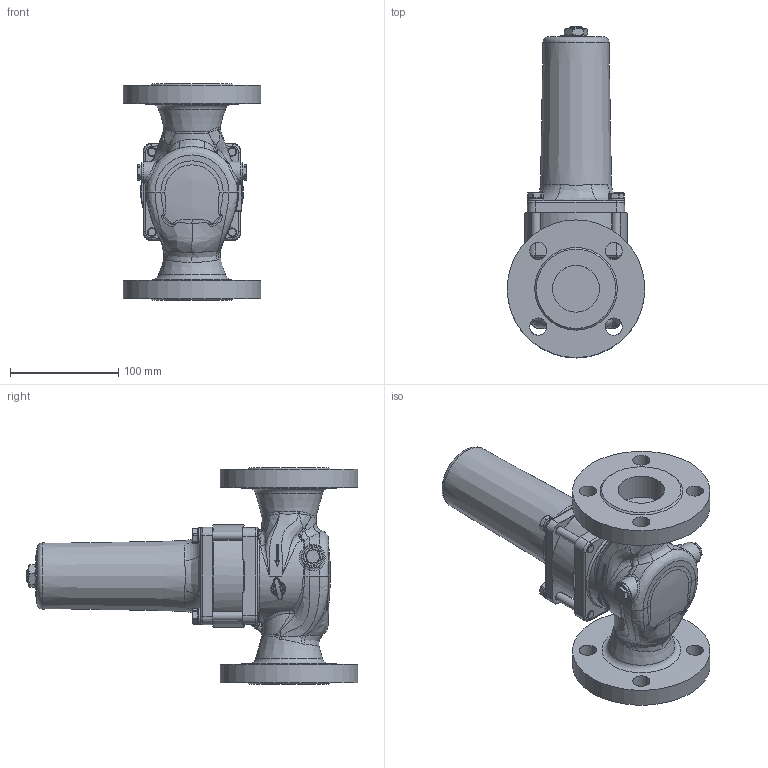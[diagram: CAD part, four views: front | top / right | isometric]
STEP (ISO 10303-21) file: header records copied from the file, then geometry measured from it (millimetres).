
FILE_DESCRIPTION(/* description */ (''),/* implementation_level */ '2;1');
FILE_NAME(/* name */ '082406-61330.stp',/* time_stamp */ '2024-10-14T13:42:17+02:00',/* author */ ('Stefan.Junkers'),/* organization */ (''),/* preprocessor_version */ 'ST-DEVELOPER v20',/* originating_system */ 'Autodesk Inventor 2025',/* authorisation */ '');
FILE_SCHEMA (('AUTOMOTIVE_DESIGN { 1 0 10303 214 3 1 1 }'));
Length unit declared in the file: millimetre
Products named in the file (1): 082406-61330.20241014
Bounding box: 127 x 306.07 x 200 mm (x, y, z)
Volume: 1837283.3 mm3; surface area: 168364.5 mm2
Topology: 1 solids, 1 shells, 745 faces, 1918 edges, 1198 vertices
Faces by surface type: bspline 263, cylinder 189, plane 187, cone 70, torus 31, sphere 5
Full cylindrical faces by diameter (mm): 3 x1, 8 x8, 8.5 x4, 10 x3, 12 x1, 15.9 x8, 18 x2, 20 x1, 43.1 x2, 95 x1, 127 x2
Entity records: 39180 total; most frequent: CARTESIAN_POINT 22214, ORIENTED_EDGE 3818, DIRECTION 2720, EDGE_CURVE 1909, VERTEX_POINT 1198, AXIS2_PLACEMENT_3D 1098, EDGE_LOOP 811, FACE_OUTER_BOUND 745
